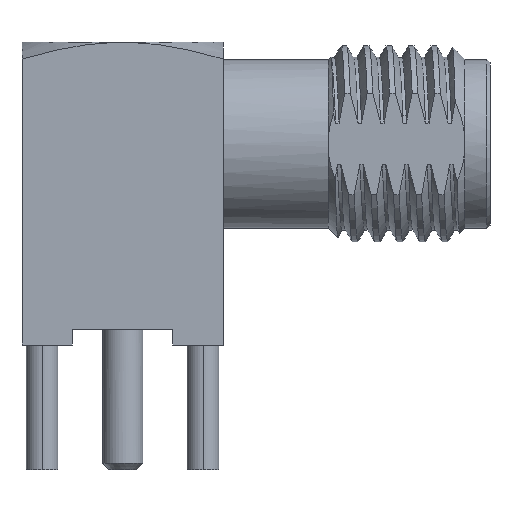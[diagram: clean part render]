
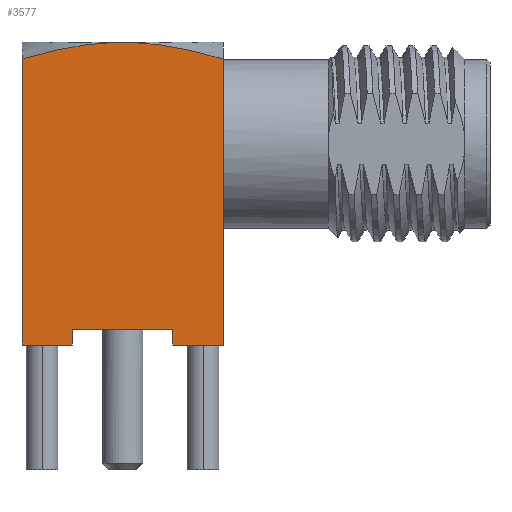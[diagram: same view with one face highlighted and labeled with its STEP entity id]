
A CAD part, left-side view. The second image highlights one B-rep face of the part: STEP entity #3577.
In plain terms, the highlighted planar face has unit normal (-1, 0, 0).
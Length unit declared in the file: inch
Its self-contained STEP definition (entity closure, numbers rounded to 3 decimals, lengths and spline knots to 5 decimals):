
#9=DIRECTION('',(0.,-1.,0.));
#10=VECTOR('',#9,0.0624);
#11=CARTESIAN_POINT('',(-0.125,-0.0626,0.));
#12=LINE('',#11,#10);
#52=DIRECTION('',(0.,0.,1.));
#53=VECTOR('',#52,0.35557);
#54=CARTESIAN_POINT('',(-0.125,-0.125,0.));
#55=LINE('',#54,#53);
#75=DIRECTION('',(0.,-1.,0.));
#76=VECTOR('',#75,0.01402);
#77=CARTESIAN_POINT('',(-0.125,0.00682,0.37638));
#78=LINE('',#77,#76);
#97=CARTESIAN_POINT('',(-0.125,0.00682,0.37638));
#98=CARTESIAN_POINT('',(-0.125,0.01099,0.37628));
#99=CARTESIAN_POINT('',(-0.125,0.01933,0.37593));
#100=CARTESIAN_POINT('',(-0.125,0.03172,0.37491));
#101=CARTESIAN_POINT('',(-0.125,0.04407,0.37345));
#102=CARTESIAN_POINT('',(-0.125,0.05641,0.37158));
#103=CARTESIAN_POINT('',(-0.125,0.06888,0.36931));
#104=CARTESIAN_POINT('',(-0.125,0.08168,0.36663));
#105=CARTESIAN_POINT('',(-0.125,0.09502,0.36351));
#106=CARTESIAN_POINT('',(-0.125,0.10923,0.35987));
#107=CARTESIAN_POINT('',(-0.125,0.11961,0.357));
#108=CARTESIAN_POINT('',(-0.125,0.125,0.35546));
#110=CARTESIAN_POINT('',(-0.125,-0.00721,0.37638));
#111=CARTESIAN_POINT('',(-0.125,-0.01137,0.37628));
#112=CARTESIAN_POINT('',(-0.125,-0.01967,0.37593));
#113=CARTESIAN_POINT('',(-0.125,-0.03203,0.37492));
#114=CARTESIAN_POINT('',(-0.125,-0.04434,0.37347));
#115=CARTESIAN_POINT('',(-0.125,-0.05663,0.3716));
#116=CARTESIAN_POINT('',(-0.125,-0.06907,0.36935));
#117=CARTESIAN_POINT('',(-0.125,-0.08183,0.36668));
#118=CARTESIAN_POINT('',(-0.125,-0.09513,0.36358));
#119=CARTESIAN_POINT('',(-0.125,-0.1093,0.35996));
#120=CARTESIAN_POINT('',(-0.125,-0.11963,0.3571));
#121=CARTESIAN_POINT('',(-0.125,-0.125,0.35557));
#123=DIRECTION('',(0.,0.,1.));
#124=VECTOR('',#123,0.01969);
#125=CARTESIAN_POINT('',(-0.125,-0.0626,0.));
#126=LINE('',#125,#124);
#127=DIRECTION('',(0.,-1.,0.));
#128=VECTOR('',#127,0.1252);
#129=CARTESIAN_POINT('',(-0.125,0.0626,0.01969));
#130=LINE('',#129,#128);
#131=DIRECTION('',(0.,0.,1.));
#132=VECTOR('',#131,0.01969);
#133=CARTESIAN_POINT('',(-0.125,0.0626,0.));
#134=LINE('',#133,#132);
#135=DIRECTION('',(0.,0.,1.));
#136=VECTOR('',#135,0.35546);
#137=CARTESIAN_POINT('',(-0.125,0.125,0.));
#138=LINE('',#137,#136);
#297=CARTESIAN_POINT('',(-0.125,0.125,0.35546));
#323=DIRECTION('',(0.,-1.,0.));
#324=VECTOR('',#323,0.0624);
#325=CARTESIAN_POINT('',(-0.125,0.125,0.));
#326=LINE('',#325,#324);
#3069=CARTESIAN_POINT('',(-0.125,0.0626,0.01969));
#3070=CARTESIAN_POINT('',(-0.125,-0.0626,0.01969));
#3071=VERTEX_POINT('',#3069);
#3072=VERTEX_POINT('',#3070);
#3073=CARTESIAN_POINT('',(-0.125,0.0626,0.));
#3074=VERTEX_POINT('',#3073);
#3075=CARTESIAN_POINT('',(-0.125,-0.0626,0.));
#3076=VERTEX_POINT('',#3075);
#3085=CARTESIAN_POINT('',(-0.125,0.125,0.));
#3086=VERTEX_POINT('',#3085);
#3087=CARTESIAN_POINT('',(-0.125,-0.125,0.));
#3088=VERTEX_POINT('',#3087);
#3190=CARTESIAN_POINT('',(-0.125,-0.00721,0.37638));
#3192=VERTEX_POINT('',#3190);
#3194=VERTEX_POINT('',#121);
#3197=VERTEX_POINT('',#297);
#3198=CARTESIAN_POINT('',(-0.125,0.00682,0.37638));
#3199=VERTEX_POINT('',#3198);
#3555=CARTESIAN_POINT('',(-0.125,0.125,0.));
#3556=DIRECTION('',(-1.,0.,0.));
#3557=DIRECTION('',(0.,-1.,0.));
#3558=AXIS2_PLACEMENT_3D('',#3555,#3556,#3557);
#3559=PLANE('',#3558);
#3560=ORIENTED_EDGE('',*,*,#3546,.F.);
#3561=ORIENTED_EDGE('',*,*,#3534,.T.);
#3562=ORIENTED_EDGE('',*,*,#3520,.T.);
#3563=ORIENTED_EDGE('',*,*,#3501,.F.);
#3564=ORIENTED_EDGE('',*,*,#3452,.F.);
#3566=ORIENTED_EDGE('',*,*,#3565,.T.);
#3568=ORIENTED_EDGE('',*,*,#3567,.F.);
#3570=ORIENTED_EDGE('',*,*,#3569,.F.);
#3572=ORIENTED_EDGE('',*,*,#3571,.F.);
#3574=ORIENTED_EDGE('',*,*,#3573,.T.);
#3575=EDGE_LOOP('',(#3560,#3561,#3562,#3563,#3564,#3566,#3568,#3570,#3572,
#3574));
#3576=FACE_OUTER_BOUND('',#3575,.F.);
#3577=ADVANCED_FACE('',(#3576),#3559,.T.);
#109=B_SPLINE_CURVE_WITH_KNOTS('',3,(#97,#98,#99,#100,#101,#102,#103,#104,#105,
#106,#107,#108),.UNSPECIFIED.,.F.,.F.,(4,1,1,1,1,1,1,1,1,4),(0.,
0.11111,0.22222,0.33333,0.44444,
0.55556,0.66667,0.77778,0.88889,1.),
.UNSPECIFIED.);
#122=B_SPLINE_CURVE_WITH_KNOTS('',3,(#110,#111,#112,#113,#114,#115,#116,#117,
#118,#119,#120,#121),.UNSPECIFIED.,.F.,.F.,(4,1,1,1,1,1,1,1,1,4),(0.,
0.11111,0.22222,0.33333,0.44444,
0.55556,0.66667,0.77778,0.88889,1.),
.UNSPECIFIED.);
#3452=EDGE_CURVE('',#3076,#3088,#12,.T.);
#3501=EDGE_CURVE('',#3088,#3194,#55,.T.);
#3520=EDGE_CURVE('',#3192,#3194,#122,.T.);
#3534=EDGE_CURVE('',#3199,#3192,#78,.T.);
#3546=EDGE_CURVE('',#3199,#3197,#109,.T.);
#3565=EDGE_CURVE('',#3076,#3072,#126,.T.);
#3567=EDGE_CURVE('',#3071,#3072,#130,.T.);
#3569=EDGE_CURVE('',#3074,#3071,#134,.T.);
#3571=EDGE_CURVE('',#3086,#3074,#326,.T.);
#3573=EDGE_CURVE('',#3086,#3197,#138,.T.);
